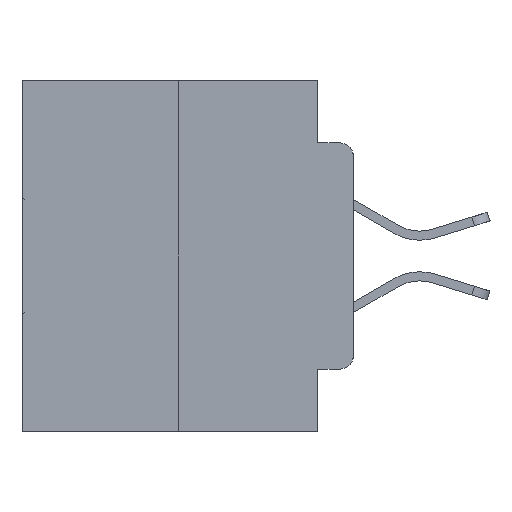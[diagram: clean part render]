
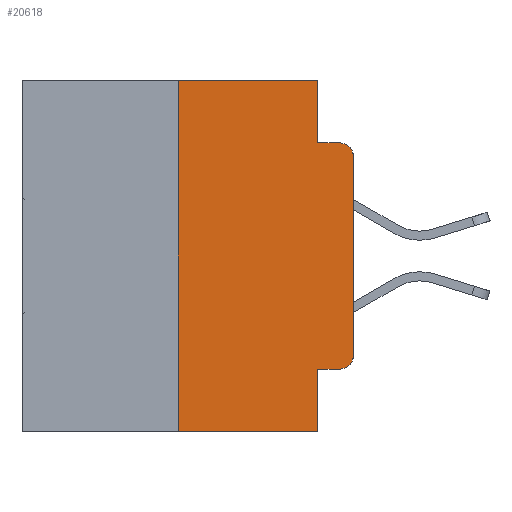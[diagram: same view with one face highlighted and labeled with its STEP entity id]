
A CAD part, left-side view. The second image highlights one B-rep face of the part: STEP entity #20618.
In plain terms, the highlighted planar face has unit normal (-1, 0, 0).
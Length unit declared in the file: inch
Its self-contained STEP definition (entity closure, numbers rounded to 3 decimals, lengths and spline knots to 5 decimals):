
#52 = DIRECTION ( 'NONE',  ( -1., 0., 0. ) ) ;
#225 = ORIENTED_EDGE ( 'NONE', *, *, #26928, .F. ) ;
#1422 = DIRECTION ( 'NONE',  ( 0., -1., 0. ) ) ;
#1583 = VECTOR ( 'NONE', #11727, 39.37008 ) ;
#1672 = DIRECTION ( 'NONE',  ( 0., -1., 0. ) ) ;
#1827 = DIRECTION ( 'NONE',  ( 0., -1., 0. ) ) ;
#2135 = ORIENTED_EDGE ( 'NONE', *, *, #24134, .F. ) ;
#3390 = CARTESIAN_POINT ( 'NONE',  ( 0., 0., -0.1085 ) ) ;
#3797 = VERTEX_POINT ( 'NONE', #11213 ) ;
#4939 = EDGE_LOOP ( 'NONE', ( #6834, #8382, #21803, #19263, #2135, #25801, #22218, #225, #15583, #6523 ) ) ;
#6411 = VERTEX_POINT ( 'NONE', #15975 ) ;
#6506 = CIRCLE ( 'NONE', #22229, 0.02 ) ;
#6523 = ORIENTED_EDGE ( 'NONE', *, *, #16822, .T. ) ;
#6663 = VECTOR ( 'NONE', #27581, 39.37008 ) ;
#6834 = ORIENTED_EDGE ( 'NONE', *, *, #20530, .T. ) ;
#6892 = VECTOR ( 'NONE', #22136, 39.37008 ) ;
#7864 = CARTESIAN_POINT ( 'NONE',  ( 0., 0., 0. ) ) ;
#8026 = VERTEX_POINT ( 'NONE', #12463 ) ;
#8269 = CARTESIAN_POINT ( 'NONE',  ( 0., 0.051, 0. ) ) ;
#8339 = VERTEX_POINT ( 'NONE', #30060 ) ;
#8382 = ORIENTED_EDGE ( 'NONE', *, *, #30610, .T. ) ;
#9000 = VECTOR ( 'NONE', #18813, 39.37008 ) ;
#9802 = VERTEX_POINT ( 'NONE', #3390 ) ;
#9975 = LINE ( 'NONE', #8269, #21153 ) ;
#10478 = CARTESIAN_POINT ( 'NONE',  ( 0., 0.02, -0.4115 ) ) ;
#11050 = CARTESIAN_POINT ( 'NONE',  ( 0., 0., -0.3915 ) ) ;
#11082 = FACE_OUTER_BOUND ( 'NONE', #4939, .T. ) ;
#11134 = CARTESIAN_POINT ( 'NONE',  ( 0., 0.051, 0. ) ) ;
#11213 = CARTESIAN_POINT ( 'NONE',  ( 0., 0.051, -0.4115 ) ) ;
#11375 = AXIS2_PLACEMENT_3D ( 'NONE', #13026, #20097, #17822 ) ;
#11381 = AXIS2_PLACEMENT_3D ( 'NONE', #26812, #12741, #29158 ) ;
#11690 = VECTOR ( 'NONE', #1827, 39.37008 ) ;
#11727 = DIRECTION ( 'NONE',  ( 0., 0., 1. ) ) ;
#12463 = CARTESIAN_POINT ( 'NONE',  ( 0., 0.02, -0.0885 ) ) ;
#12741 = DIRECTION ( 'NONE',  ( -1., 0., 0. ) ) ;
#13026 = CARTESIAN_POINT ( 'NONE',  ( 0., 0.473, 0. ) ) ;
#13279 = VERTEX_POINT ( 'NONE', #28252 ) ;
#13684 = CARTESIAN_POINT ( 'NONE',  ( 0., 0.051, -0.4115 ) ) ;
#13926 = CARTESIAN_POINT ( 'NONE',  ( 0., 0.051, -0.0885 ) ) ;
#14785 = CARTESIAN_POINT ( 'NONE',  ( 0., 0.02, -0.3915 ) ) ;
#15421 = PLANE ( 'NONE',  #11375 ) ;
#15583 = ORIENTED_EDGE ( 'NONE', *, *, #16001, .T. ) ;
#15975 = CARTESIAN_POINT ( 'NONE',  ( 0., 0.051, -0.5 ) ) ;
#16001 = EDGE_CURVE ( 'NONE', #3797, #18806, #27332, .T. ) ;
#16418 = CARTESIAN_POINT ( 'NONE',  ( 0., 0.473, 0. ) ) ;
#16701 = CARTESIAN_POINT ( 'NONE',  ( 0., 0.051, -0.0885 ) ) ;
#16822 = EDGE_CURVE ( 'NONE', #18806, #18341, #6506, .T. ) ;
#17169 = DIRECTION ( 'NONE',  ( 0., 0., -1. ) ) ;
#17280 = LINE ( 'NONE', #18856, #11690 ) ;
#17822 = DIRECTION ( 'NONE',  ( 0., 0., -1. ) ) ;
#18341 = VERTEX_POINT ( 'NONE', #11050 ) ;
#18806 = VERTEX_POINT ( 'NONE', #10478 ) ;
#18813 = DIRECTION ( 'NONE',  ( 0., -1., 0. ) ) ;
#18840 = CIRCLE ( 'NONE', #11381, 0.02 ) ;
#18856 = CARTESIAN_POINT ( 'NONE',  ( 0., 0.473, -0.5 ) ) ;
#19263 = ORIENTED_EDGE ( 'NONE', *, *, #28728, .F. ) ;
#20097 = DIRECTION ( 'NONE',  ( 1., 0., 0. ) ) ;
#20530 = EDGE_CURVE ( 'NONE', #18341, #9802, #25823, .T. ) ;
#20618 = ADVANCED_FACE ( 'NONE', ( #11082 ), #15421, .F. ) ;
#21153 = VECTOR ( 'NONE', #27172, 39.37008 ) ;
#21178 = VECTOR ( 'NONE', #1422, 39.37008 ) ;
#21803 = ORIENTED_EDGE ( 'NONE', *, *, #30297, .F. ) ;
#22136 = DIRECTION ( 'NONE',  ( 0., 0., 1. ) ) ;
#22188 = VERTEX_POINT ( 'NONE', #16701 ) ;
#22218 = ORIENTED_EDGE ( 'NONE', *, *, #22787, .T. ) ;
#22229 = AXIS2_PLACEMENT_3D ( 'NONE', #14785, #52, #17169 ) ;
#22400 = LINE ( 'NONE', #30482, #1583 ) ;
#22787 = EDGE_CURVE ( 'NONE', #8339, #6411, #17280, .T. ) ;
#24018 = VERTEX_POINT ( 'NONE', #25314 ) ;
#24134 = EDGE_CURVE ( 'NONE', #13279, #24018, #27828, .T. ) ;
#24164 = LINE ( 'NONE', #11134, #6663 ) ;
#24171 = EDGE_CURVE ( 'NONE', #8339, #13279, #22400, .T. ) ;
#25314 = CARTESIAN_POINT ( 'NONE',  ( 0., 0.051, 0. ) ) ;
#25801 = ORIENTED_EDGE ( 'NONE', *, *, #24171, .F. ) ;
#25823 = LINE ( 'NONE', #7864, #6892 ) ;
#26812 = CARTESIAN_POINT ( 'NONE',  ( 0., 0.02, -0.1085 ) ) ;
#26849 = VECTOR ( 'NONE', #1672, 39.37008 ) ;
#26928 = EDGE_CURVE ( 'NONE', #3797, #6411, #24164, .T. ) ;
#27172 = DIRECTION ( 'NONE',  ( 0., 0., -1. ) ) ;
#27332 = LINE ( 'NONE', #13684, #21178 ) ;
#27581 = DIRECTION ( 'NONE',  ( 0., 0., -1. ) ) ;
#27828 = LINE ( 'NONE', #16418, #9000 ) ;
#28252 = CARTESIAN_POINT ( 'NONE',  ( 0., 0.25, 0. ) ) ;
#28305 = LINE ( 'NONE', #13926, #26849 ) ;
#28728 = EDGE_CURVE ( 'NONE', #24018, #22188, #9975, .T. ) ;
#29158 = DIRECTION ( 'NONE',  ( 0., 0., -1. ) ) ;
#30060 = CARTESIAN_POINT ( 'NONE',  ( 0., 0.25, -0.5 ) ) ;
#30297 = EDGE_CURVE ( 'NONE', #22188, #8026, #28305, .T. ) ;
#30482 = CARTESIAN_POINT ( 'NONE',  ( 0., 0.25, 0. ) ) ;
#30610 = EDGE_CURVE ( 'NONE', #9802, #8026, #18840, .T. ) ;
